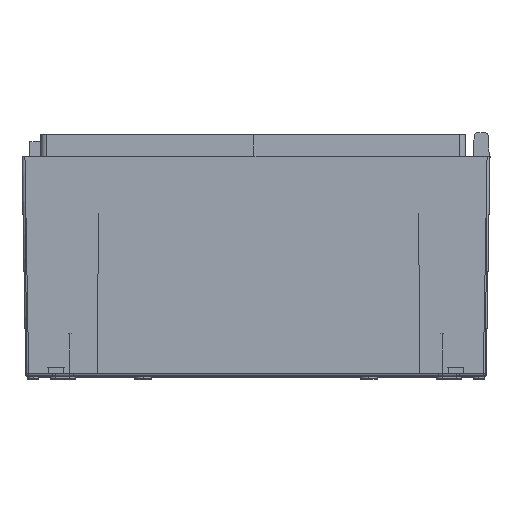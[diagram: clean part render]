
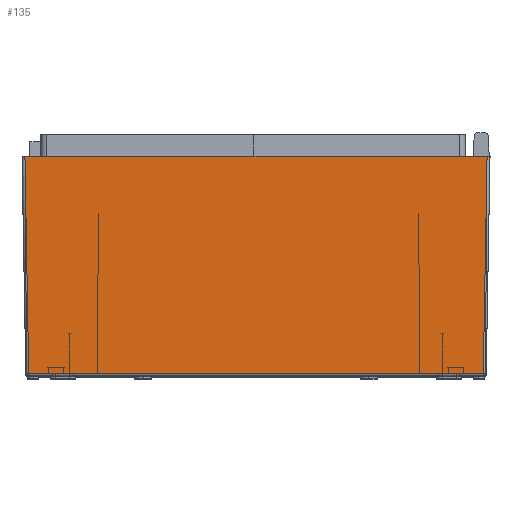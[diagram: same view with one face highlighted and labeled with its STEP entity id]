
A CAD part, top view. The second image highlights one B-rep face of the part: STEP entity #135.
In plain terms, the highlighted planar face has unit normal (0, -0.018, 1).
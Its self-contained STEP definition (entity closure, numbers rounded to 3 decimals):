
#135 = ADVANCED_FACE ( 'NONE', ( #5811 ), #1263, .T. ) ;
#156 = EDGE_CURVE ( 'NONE', #2574, #7741, #9409, .T. ) ;
#358 = EDGE_CURVE ( 'NONE', #7741, #9122, #881, .T. ) ;
#543 = ORIENTED_EDGE ( 'NONE', *, *, #2688, .F. ) ;
#579 = VERTEX_POINT ( 'NONE', #5862 ) ;
#603 = CARTESIAN_POINT ( 'NONE',  ( -204.901, 0.045, 257.501 ) ) ;
#653 = CARTESIAN_POINT ( 'NONE',  ( -179.952, -192.445, 254.141 ) ) ;
#731 = CARTESIAN_POINT ( 'NONE',  ( -179.462, -192.494, 254.14 ) ) ;
#881 = LINE ( 'NONE', #8756, #5551 ) ;
#967 = ORIENTED_EDGE ( 'NONE', *, *, #4289, .T. ) ;
#1040 = EDGE_CURVE ( 'NONE', #5572, #3387, #6158, .T. ) ;
#1067 = CARTESIAN_POINT ( 'NONE',  ( 162.056, -192.445, 254.141 ) ) ;
#1084 = ORIENTED_EDGE ( 'NONE', *, *, #1492, .T. ) ;
#1093 = LINE ( 'NONE', #3654, #9995 ) ;
#1212 = EDGE_CURVE ( 'NONE', #3387, #3065, #4316, .T. ) ;
#1234 = VECTOR ( 'NONE', #10184, 1000. ) ;
#1263 = PLANE ( 'NONE',  #6103 ) ;
#1268 = CARTESIAN_POINT ( 'NONE',  ( 179.462, -192.494, 254.14 ) ) ;
#1303 = CARTESIAN_POINT ( 'NONE',  ( 177.992, -192.63, 254.138 ) ) ;
#1317 = CARTESIAN_POINT ( 'NONE',  ( 201.497, -192.63, 254.138 ) ) ;
#1337 = DIRECTION ( 'NONE',  ( 1., 0., 0. ) ) ;
#1361 = VECTOR ( 'NONE', #9172, 1000. ) ;
#1375 = CARTESIAN_POINT ( 'NONE',  ( 179.951, -192.445, 254.141 ) ) ;
#1492 = EDGE_CURVE ( 'NONE', #1548, #2828, #8665, .T. ) ;
#1548 = VERTEX_POINT ( 'NONE', #8932 ) ;
#1685 = EDGE_CURVE ( 'NONE', #3421, #2574, #5239, .T. ) ;
#1957 = CARTESIAN_POINT ( 'NONE',  ( -204.9, 0., 257.5 ) ) ;
#2111 = CARTESIAN_POINT ( 'NONE',  ( 201.541, -192.445, 254.141 ) ) ;
#2154 = CARTESIAN_POINT ( 'NONE',  ( -162.549, -192.445, 254.141 ) ) ;
#2182 = CARTESIAN_POINT ( 'NONE',  ( -178.483, -192.589, 254.138 ) ) ;
#2410 = DIRECTION ( 'NONE',  ( 1., 0., 0. ) ) ;
#2435 = CARTESIAN_POINT ( 'NONE',  ( -201.541, -192.445, 254.141 ) ) ;
#2574 = VERTEX_POINT ( 'NONE', #6567 ) ;
#2611 = LINE ( 'NONE', #3417, #5794 ) ;
#2688 = EDGE_CURVE ( 'NONE', #5572, #9122, #1093, .T. ) ;
#2694 = EDGE_LOOP ( 'NONE', ( #5398, #8838, #6354, #1084, #6693, #967, #8949, #3325, #8492, #7759, #6776, #543 ) ) ;
#2743 = CARTESIAN_POINT ( 'NONE',  ( 165., -192.63, 254.138 ) ) ;
#2796 = DIRECTION ( 'NONE',  ( 1., 0., 0. ) ) ;
#2807 = B_SPLINE_CURVE_WITH_KNOTS ( 'NONE', 3,
 ( #1067, #6507, #7284, #6575, #4877, #9693 ),
 .UNSPECIFIED., .F., .F.,
 ( 4, 2, 4 ),
 ( 0., 0.001, 0.003 ),
 .UNSPECIFIED. ) ;
#2828 = VERTEX_POINT ( 'NONE', #10084 ) ;
#2865 = CARTESIAN_POINT ( 'NONE',  ( -164.508, -192.63, 254.138 ) ) ;
#2887 = DIRECTION ( 'NONE',  ( 0., -1., -0.017 ) ) ;
#3065 = VERTEX_POINT ( 'NONE', #3314 ) ;
#3276 = EDGE_CURVE ( 'NONE', #3065, #1548, #9061, .T. ) ;
#3314 = CARTESIAN_POINT ( 'NONE',  ( -180.444, -192.445, 254.141 ) ) ;
#3325 = ORIENTED_EDGE ( 'NONE', *, *, #5526, .T. ) ;
#3387 = VERTEX_POINT ( 'NONE', #2435 ) ;
#3417 = CARTESIAN_POINT ( 'NONE',  ( 201.497, -192.63, 254.138 ) ) ;
#3421 = VERTEX_POINT ( 'NONE', #4797 ) ;
#3654 = CARTESIAN_POINT ( 'NONE',  ( -207.5, 0., 257.5 ) ) ;
#3986 = CARTESIAN_POINT ( 'NONE',  ( 204.9, 0., 257.5 ) ) ;
#4085 = DIRECTION ( 'NONE',  ( 0.017, 1., 0.017 ) ) ;
#4186 = EDGE_CURVE ( 'NONE', #7331, #4819, #2807, .T. ) ;
#4289 = EDGE_CURVE ( 'NONE', #579, #7331, #4576, .T. ) ;
#4316 = LINE ( 'NONE', #4738, #8525 ) ;
#4455 = CARTESIAN_POINT ( 'NONE',  ( -164.017, -192.589, 254.138 ) ) ;
#4576 = LINE ( 'NONE', #7474, #4827 ) ;
#4656 = CARTESIAN_POINT ( 'NONE',  ( -177.993, -192.63, 254.138 ) ) ;
#4738 = CARTESIAN_POINT ( 'NONE',  ( 201.497, -192.445, 254.141 ) ) ;
#4797 = CARTESIAN_POINT ( 'NONE',  ( 177.5, -192.63, 254.138 ) ) ;
#4819 = VERTEX_POINT ( 'NONE', #2743 ) ;
#4827 = VECTOR ( 'NONE', #9029, 1000. ) ;
#4877 = CARTESIAN_POINT ( 'NONE',  ( 164.507, -192.63, 254.138 ) ) ;
#5196 = CARTESIAN_POINT ( 'NONE',  ( 201.497, -192.445, 254.141 ) ) ;
#5239 = B_SPLINE_CURVE_WITH_KNOTS ( 'NONE', 3,
 ( #8441, #1303, #5276, #1268, #1375, #6917 ),
 .UNSPECIFIED., .F., .F.,
 ( 4, 2, 4 ),
 ( 0., 0.001, 0.003 ),
 .UNSPECIFIED. ) ;
#5276 = CARTESIAN_POINT ( 'NONE',  ( 178.483, -192.589, 254.138 ) ) ;
#5309 = CARTESIAN_POINT ( 'NONE',  ( -162.056, -192.445, 254.141 ) ) ;
#5347 = CARTESIAN_POINT ( 'NONE',  ( 162.056, -192.445, 254.141 ) ) ;
#5375 = CARTESIAN_POINT ( 'NONE',  ( -180.444, -192.445, 254.141 ) ) ;
#5398 = ORIENTED_EDGE ( 'NONE', *, *, #1040, .T. ) ;
#5526 = EDGE_CURVE ( 'NONE', #4819, #3421, #2611, .T. ) ;
#5551 = VECTOR ( 'NONE', #4085, 1000. ) ;
#5572 = VERTEX_POINT ( 'NONE', #1957 ) ;
#5794 = VECTOR ( 'NONE', #8926, 1000. ) ;
#5811 = FACE_OUTER_BOUND ( 'NONE', #2694, .T. ) ;
#5862 = CARTESIAN_POINT ( 'NONE',  ( -162.056, -192.445, 254.141 ) ) ;
#6103 = AXIS2_PLACEMENT_3D ( 'NONE', #6806, #7708, #2887 ) ;
#6158 = LINE ( 'NONE', #603, #1234 ) ;
#6354 = ORIENTED_EDGE ( 'NONE', *, *, #3276, .T. ) ;
#6507 = CARTESIAN_POINT ( 'NONE',  ( 162.548, -192.445, 254.141 ) ) ;
#6567 = CARTESIAN_POINT ( 'NONE',  ( 180.444, -192.445, 254.141 ) ) ;
#6575 = CARTESIAN_POINT ( 'NONE',  ( 164.017, -192.589, 254.138 ) ) ;
#6693 = ORIENTED_EDGE ( 'NONE', *, *, #8901, .T. ) ;
#6776 = ORIENTED_EDGE ( 'NONE', *, *, #358, .T. ) ;
#6806 = CARTESIAN_POINT ( 'NONE',  ( -207.5, 0., 257.5 ) ) ;
#6917 = CARTESIAN_POINT ( 'NONE',  ( 180.444, -192.445, 254.141 ) ) ;
#6918 = CARTESIAN_POINT ( 'NONE',  ( -165., -192.63, 254.138 ) ) ;
#7284 = CARTESIAN_POINT ( 'NONE',  ( 163.038, -192.494, 254.14 ) ) ;
#7331 = VERTEX_POINT ( 'NONE', #5347 ) ;
#7430 = VECTOR ( 'NONE', #1337, 1000. ) ;
#7474 = CARTESIAN_POINT ( 'NONE',  ( 201.497, -192.445, 254.141 ) ) ;
#7534 = B_SPLINE_CURVE_WITH_KNOTS ( 'NONE', 3,
 ( #6918, #2865, #4455, #7717, #2154, #5309 ),
 .UNSPECIFIED., .F., .F.,
 ( 4, 2, 4 ),
 ( 0., 0.001, 0.003 ),
 .UNSPECIFIED. ) ;
#7675 = CARTESIAN_POINT ( 'NONE',  ( -177.5, -192.63, 254.138 ) ) ;
#7708 = DIRECTION ( 'NONE',  ( 0., -0.017, 1. ) ) ;
#7717 = CARTESIAN_POINT ( 'NONE',  ( -163.038, -192.494, 254.14 ) ) ;
#7741 = VERTEX_POINT ( 'NONE', #2111 ) ;
#7759 = ORIENTED_EDGE ( 'NONE', *, *, #156, .T. ) ;
#8441 = CARTESIAN_POINT ( 'NONE',  ( 177.5, -192.63, 254.138 ) ) ;
#8492 = ORIENTED_EDGE ( 'NONE', *, *, #1685, .T. ) ;
#8525 = VECTOR ( 'NONE', #2410, 1000. ) ;
#8665 = LINE ( 'NONE', #1317, #1361 ) ;
#8756 = CARTESIAN_POINT ( 'NONE',  ( 204.775, -7.194, 257.374 ) ) ;
#8838 = ORIENTED_EDGE ( 'NONE', *, *, #1212, .T. ) ;
#8901 = EDGE_CURVE ( 'NONE', #2828, #579, #7534, .T. ) ;
#8926 = DIRECTION ( 'NONE',  ( 1., 0., 0. ) ) ;
#8932 = CARTESIAN_POINT ( 'NONE',  ( -177.5, -192.63, 254.138 ) ) ;
#8949 = ORIENTED_EDGE ( 'NONE', *, *, #4186, .T. ) ;
#9029 = DIRECTION ( 'NONE',  ( 1., 0., 0. ) ) ;
#9061 = B_SPLINE_CURVE_WITH_KNOTS ( 'NONE', 3,
 ( #5375, #653, #731, #2182, #4656, #7675 ),
 .UNSPECIFIED., .F., .F.,
 ( 4, 2, 4 ),
 ( 0., 0.001, 0.003 ),
 .UNSPECIFIED. ) ;
#9122 = VERTEX_POINT ( 'NONE', #3986 ) ;
#9172 = DIRECTION ( 'NONE',  ( 1., 0., 0. ) ) ;
#9409 = LINE ( 'NONE', #5196, #7430 ) ;
#9693 = CARTESIAN_POINT ( 'NONE',  ( 165., -192.63, 254.138 ) ) ;
#9995 = VECTOR ( 'NONE', #2796, 1000. ) ;
#10084 = CARTESIAN_POINT ( 'NONE',  ( -165., -192.63, 254.138 ) ) ;
#10184 = DIRECTION ( 'NONE',  ( 0.017, -1., -0.017 ) ) ;
